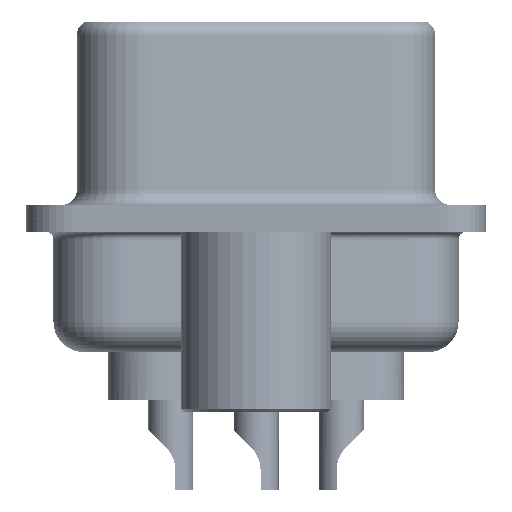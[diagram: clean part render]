
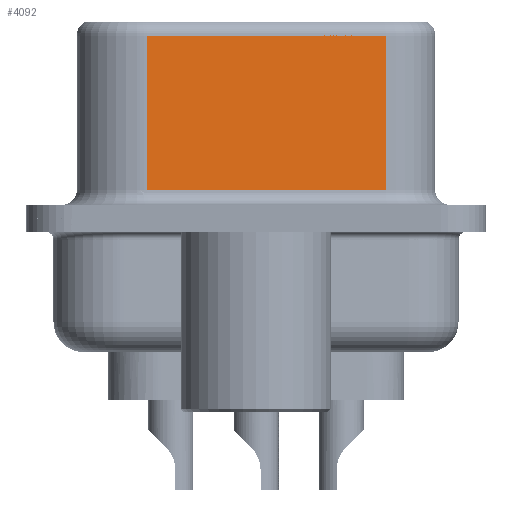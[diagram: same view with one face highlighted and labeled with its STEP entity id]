
A CAD part, left-side view. The second image highlights one B-rep face of the part: STEP entity #4092.
In plain terms, the highlighted planar face has unit normal (-0.985, -0.174, 0).
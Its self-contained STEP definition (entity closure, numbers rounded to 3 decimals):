
#1691 = CARTESIAN_POINT ( 'NONE',  ( 3.73, 3.628, 6.55 ) ) ;
#1709 = VECTOR ( 'NONE', #28537, 1000. ) ;
#2781 = ORIENTED_EDGE ( 'NONE', *, *, #21047, .T. ) ;
#3303 = ORIENTED_EDGE ( 'NONE', *, *, #23318, .F. ) ;
#3534 = CARTESIAN_POINT ( 'NONE',  ( 5.132, -4.322, 6.55 ) ) ;
#3725 = CARTESIAN_POINT ( 'NONE',  ( 5.132, -4.322, 6.55 ) ) ;
#3792 = VECTOR ( 'NONE', #16945, 1000. ) ;
#4092 = ADVANCED_FACE ( 'NONE', ( #19040 ), #6548, .F. ) ;
#6548 = PLANE ( 'NONE',  #18969 ) ;
#6778 = CARTESIAN_POINT ( 'NONE',  ( 5.132, -4.322, 6.1 ) ) ;
#6880 = CARTESIAN_POINT ( 'NONE',  ( 5.132, -4.322, 0.95 ) ) ;
#6917 = LINE ( 'NONE', #17085, #16767 ) ;
#7120 = LINE ( 'NONE', #6778, #3792 ) ;
#7608 = ORIENTED_EDGE ( 'NONE', *, *, #11106, .T. ) ;
#8310 = CARTESIAN_POINT ( 'NONE',  ( 5.132, -4.322, 6.1 ) ) ;
#8712 = DIRECTION ( 'NONE',  ( 0.985, 0.174, 0. ) ) ;
#10182 = VERTEX_POINT ( 'NONE', #8310 ) ;
#11106 = EDGE_CURVE ( 'NONE', #24388, #20621, #14343, .T. ) ;
#11748 = DIRECTION ( 'NONE',  ( 0.174, -0.985, 0. ) ) ;
#12155 = EDGE_LOOP ( 'NONE', ( #3303, #2781, #7608, #31951 ) ) ;
#14343 = LINE ( 'NONE', #1691, #22833 ) ;
#16283 = CARTESIAN_POINT ( 'NONE',  ( 3.73, 3.628, 6.1 ) ) ;
#16767 = VECTOR ( 'NONE', #11748, 1000. ) ;
#16945 = DIRECTION ( 'NONE',  ( -0.174, 0.985, 0. ) ) ;
#17085 = CARTESIAN_POINT ( 'NONE',  ( 5.132, -4.322, 0.95 ) ) ;
#18357 = LINE ( 'NONE', #3534, #1709 ) ;
#18969 = AXIS2_PLACEMENT_3D ( 'NONE', #3725, #8712, #23868 ) ;
#18980 = VERTEX_POINT ( 'NONE', #6880 ) ;
#19040 = FACE_OUTER_BOUND ( 'NONE', #12155, .T. ) ;
#20621 = VERTEX_POINT ( 'NONE', #31839 ) ;
#21047 = EDGE_CURVE ( 'NONE', #10182, #24388, #7120, .T. ) ;
#22833 = VECTOR ( 'NONE', #24834, 1000. ) ;
#23318 = EDGE_CURVE ( 'NONE', #10182, #18980, #18357, .T. ) ;
#23868 = DIRECTION ( 'NONE',  ( -0.174, 0.985, 0. ) ) ;
#24388 = VERTEX_POINT ( 'NONE', #16283 ) ;
#24834 = DIRECTION ( 'NONE',  ( 0., 0., -1. ) ) ;
#26173 = EDGE_CURVE ( 'NONE', #20621, #18980, #6917, .T. ) ;
#28537 = DIRECTION ( 'NONE',  ( 0., 0., -1. ) ) ;
#31839 = CARTESIAN_POINT ( 'NONE',  ( 3.73, 3.628, 0.95 ) ) ;
#31951 = ORIENTED_EDGE ( 'NONE', *, *, #26173, .T. ) ;
